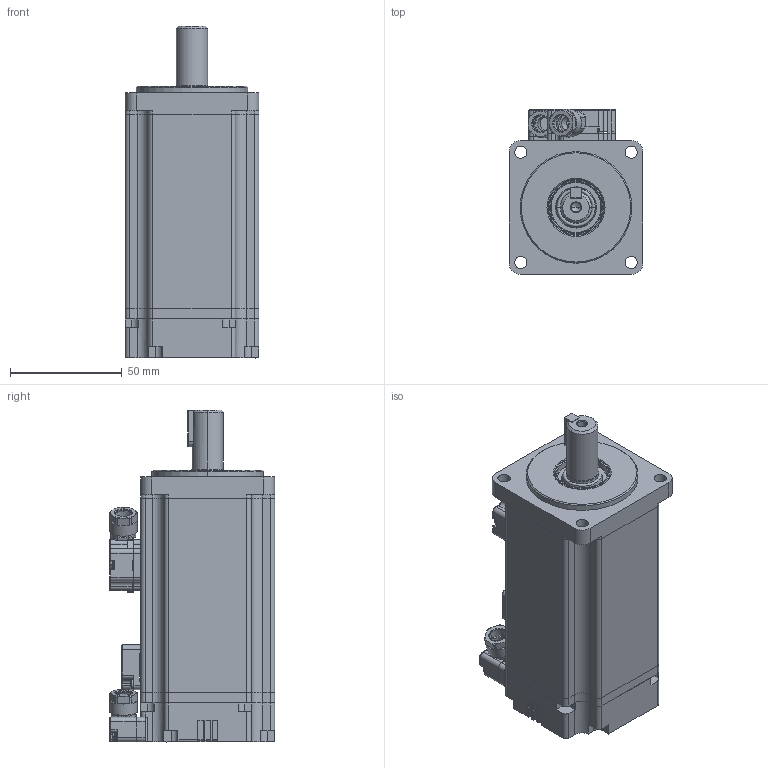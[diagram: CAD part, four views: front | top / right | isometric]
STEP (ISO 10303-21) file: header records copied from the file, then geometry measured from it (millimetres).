
FILE_DESCRIPTION((''),'2;1');
FILE_NAME('MS1H1-40B30CB-A334Z-S_ASM','2019-04-28T15:02:36',('w14852'),(''),'CREO PARAMETRIC BY PTC INC, 2017260','CREO PARAMETRIC BY PTC INC, 2017260','');
FILE_SCHEMA(('CONFIG_CONTROL_DESIGN'));
Length unit declared in the file: inch
Products named in the file (32): _1-SO-60001_1_1_1; _1-SO-16020001_1_1_1; _1-SO-85180001_1_1_1; 31090524--MS1H1-400001_1_1_1; _1-SO-126980001_1_1_1; _1-SO-195320001_1_1_1; 31090647--1-SOL000_1_1_1; _1-SO-229040001_1_1_1; 31100246--1-SOLI00_1_1_1_1; _1-SO-391790001_1_1_1; _1-SO-403590001_1_1_1; 22010150--1-SOLI00_1_1_1_1; 30_1_1_1_1; _1-SO-476400001_1_1_1; 31900522--1-SOL000_1_1_1_1; 31740004--1-SOLI00_1_1_1_1; _1-SO-576180001_1_1_1; _1-SO-579730001_1_1_1; _1-SO-585340001_1_1_1; 10_1_1_1; _1-SO-750450001_1_1_1; _60-1-SO0001_1_1_1_1; _1-SO-981200001_1_1_1; MS1H1-40B30CB-A334Z_1_ASM_1_ASM_ASM; MS1H1-40B30CB-A334Z_ASM_1-35997_ASM; 1716920106_4_ASM_1_ASM; MS1H1-40B30CB-A334Z_ASM_1-36033_ASM; 21E8-005-1072-P4_1_1_1_1; 21E8-005-1073-P4_1_1_1_1; 22060240_2_1_1_1; MS1H1-40B30CB-A334Z-S_ASM_1_ASM; MS1H1-40B30CB-A334Z-S_ASM
Assembly tree (32 placements, depth 6):
  MS1H1-40B30CB-A334Z-S_ASM
    MS1H1-40B30CB-A334Z-S_ASM_1_ASM
      MS1H1-40B30CB-A334Z_ASM_1-36033_ASM
        MS1H1-40B30CB-A334Z_ASM_1-35997_ASM
          MS1H1-40B30CB-A334Z_1_ASM_1_ASM_ASM
            _1-SO-60001_1_1_1
            _1-SO-16020001_1_1_1
            _1-SO-85180001_1_1_1
            31090524--MS1H1-400001_1_1_1
            _1-SO-126980001_1_1_1
            _1-SO-195320001_1_1_1
            31090647--1-SOL000_1_1_1
            _1-SO-229040001_1_1_1
            31100246--1-SOLI00_1_1_1_1
            _1-SO-391790001_1_1_1
            _1-SO-403590001_1_1_1
            22010150--1-SOLI00_1_1_1_1
            30_1_1_1_1
            _1-SO-476400001_1_1_1
            31900522--1-SOL000_1_1_1_1
            31740004--1-SOLI00_1_1_1_1
            _1-SO-576180001_1_1_1
            _1-SO-579730001_1_1_1
            _1-SO-585340001_1_1_1
            10_1_1_1
            _1-SO-750450001_1_1_1
            _60-1-SO0001_1_1_1_1
            _1-SO-981200001_1_1_1
        1716920106_4_ASM_1_ASM
      21E8-005-1072-P4_1_1_1_1
      21E8-005-1073-P4_1_1_1_1
      22060240_2_1_1_1  x2
Bounding box: 60 x 74.1 x 148.8 mm (x, y, z)
Volume: 388714.8 mm3; surface area: 73983.4 mm2
Topology: 27 solids, 29 shells, 1764 faces, 4820 edges, 3174 vertices
Faces by surface type: plane 1083, cylinder 501, torus 79, extrusion 39, cone 34, bspline 24, sphere 4
Entity records: 58997 total; most frequent: CARTESIAN_POINT 13376, ORIENTED_EDGE 9486, DIRECTION 9369, EDGE_CURVE 4747, VECTOR 3181, LINE 3142, VERTEX_POINT 3129, AXIS2_PLACEMENT_3D 3094
